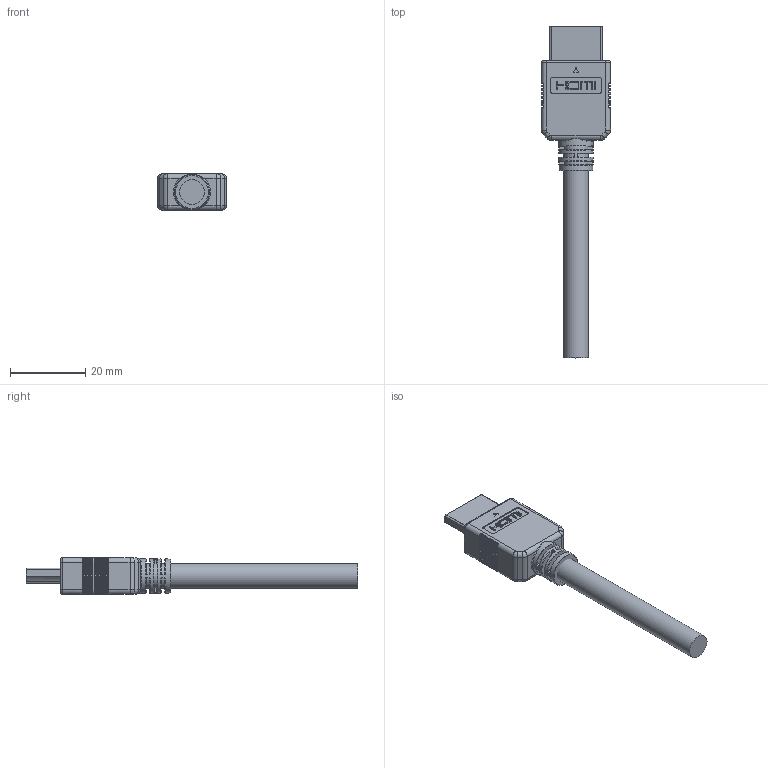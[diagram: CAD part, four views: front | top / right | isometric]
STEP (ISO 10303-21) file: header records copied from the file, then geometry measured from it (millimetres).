
FILE_DESCRIPTION(/* description */ (''),/* implementation_level */ '2;1');
FILE_NAME(/* name */ 'HDMI Male.step',/* time_stamp */ '2019-04-03T23:22:42+02:00',/* author */ ('LukasTreibenreif'),/* organization */ (''),/* preprocessor_version */ 'ST-DEVELOPER v17.2',/* originating_system */ 'Autodesk Translation Framework v7.6.0.251',/* authorisation */ '');
FILE_SCHEMA (('AUTOMOTIVE_DESIGN { 1 0 10303 214 3 1 1 }'));
Length unit declared in the file: millimetre
Products named in the file (1): HDMI Male
Bounding box: 18.29 x 87.97 x 9.65 mm (x, y, z)
Volume: 6254.7 mm3; surface area: 5077.5 mm2
Topology: 23 solids, 23 shells, 1110 faces, 2914 edges, 1861 vertices
Faces by surface type: plane 560, cylinder 358, bspline 116, torus 75, cone 1
Full cylindrical faces by diameter (mm): 6.5 x1
Entity records: 37099 total; most frequent: CARTESIAN_POINT 9599, ORIENTED_EDGE 5828, DIRECTION 5610, EDGE_CURVE 2914, AXIS2_PLACEMENT_3D 1906, VERTEX_POINT 1861, LINE 1798, VECTOR 1798
